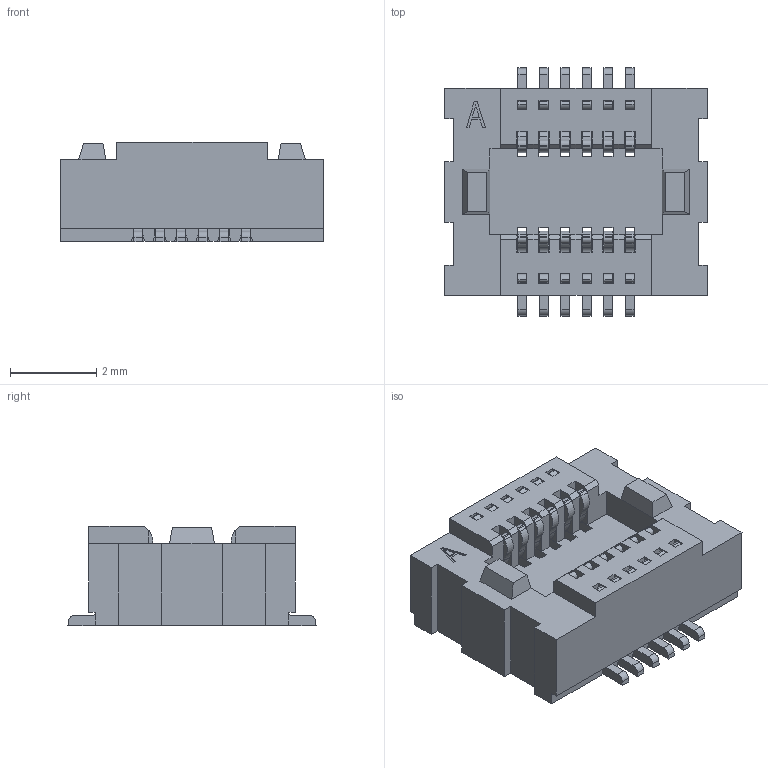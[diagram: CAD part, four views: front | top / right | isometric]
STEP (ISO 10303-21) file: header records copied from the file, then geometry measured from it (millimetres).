
FILE_DESCRIPTION((''),'2;1');
FILE_NAME('FBB05001-F12_REF','2021-05-18T',('gongcheng6'),(''),'PRO/ENGINEER BY PARAMETRIC TECHNOLOGY CORPORATION, 2010280','PRO/ENGINEER BY PARAMETRIC TECHNOLOGY CORPORATION, 2010280','');
FILE_SCHEMA(('CONFIG_CONTROL_DESIGN'));
Length unit declared in the file: millimetre
Products named in the file (1): FBB05001-F12_REF
Bounding box: 6.1 x 5.76 x 2.31 mm (x, y, z)
Volume: 49.4 mm3; surface area: 225 mm2
Topology: 1 solids, 1 shells, 727 faces, 2507 edges, 1700 vertices
Faces by surface type: plane 439, cylinder 288
Entity records: 27693 total; most frequent: CARTESIAN_POINT 5148, ORIENTED_EDGE 5014, DIRECTION 4601, EDGE_CURVE 2507, VECTOR 1771, LINE 1771, VERTEX_POINT 1700, AXIS2_PLACEMENT_3D 1415
